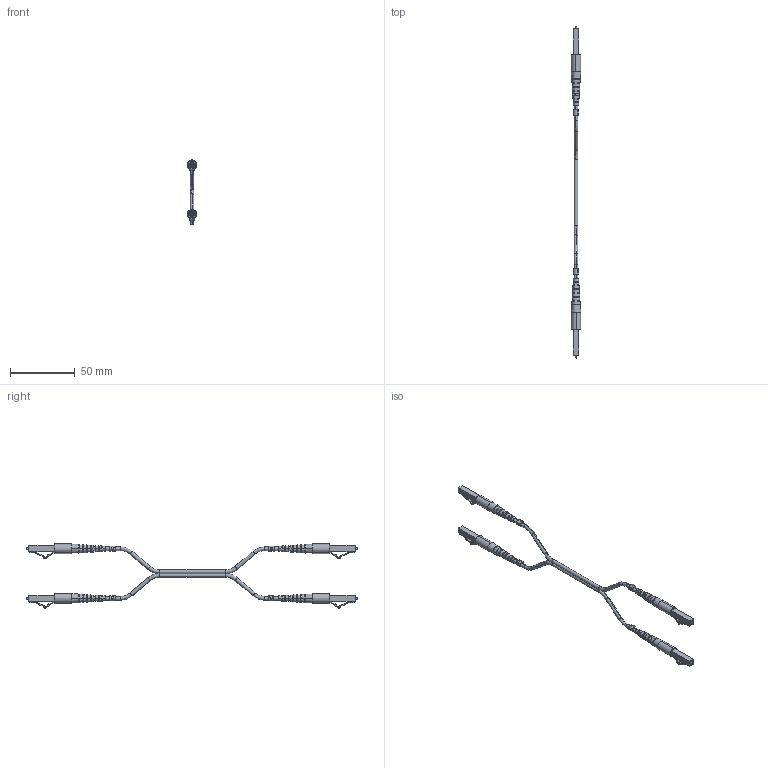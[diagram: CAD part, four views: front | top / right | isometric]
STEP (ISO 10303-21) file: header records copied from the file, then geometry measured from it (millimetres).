
FILE_DESCRIPTION (( 'STEP AP203' ), '1' );
FILE_NAME ('SFODPLC.STEP', '2006-06-23T20:19:23', ( 'lcom' ), ( 'lcom' ), 'SwSTEP 2.0', 'SolidWorks 2006004', '' );
FILE_SCHEMA (( 'CONFIG_CONTROL_DESIGN' ));
Length unit declared in the file: inch
Products named in the file (7): LBL-C3P-B; CONN-LC3-020-1-MA2; SFODPLC; LBL-C3P-A; 1AL06-057; CONN-LC3-020-1; CONN-LC3-020-1-MA1
Assembly tree (11 placements, depth 3):
  SFODPLC
    CONN-LC3-020-1  x4
      CONN-LC3-020-1-MA2
      CONN-LC3-020-1-MA1
    LBL-C3P-B  x2
    LBL-C3P-A  x2
    1AL06-057
Bounding box: 7.37 x 256.32 x 49.47 mm (x, y, z)
Volume: 6109.7 mm3; surface area: 11878.8 mm2
Topology: 17 solids, 17 shells, 795 faces, 2177 edges, 1382 vertices
Faces by surface type: plane 500, cylinder 161, cone 72, torus 24, bspline 22, sphere 16
Entity records: 9874 total; most frequent: CARTESIAN_POINT 2614, ORIENTED_EDGE 1346, DIRECTION 1342, EDGE_CURVE 673, AXIS2_PLACEMENT_3D 497, VERTEX_POINT 426, LINE 348, VECTOR 348
